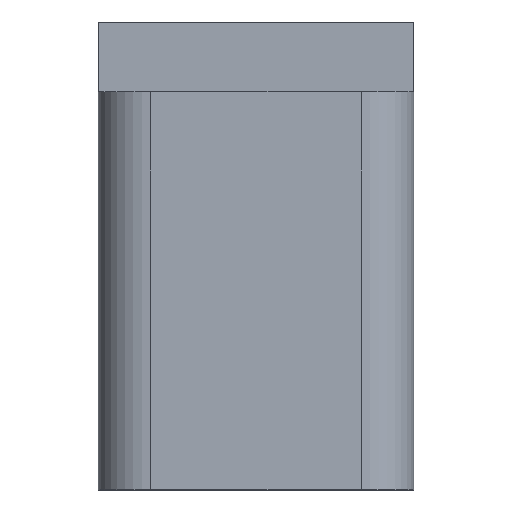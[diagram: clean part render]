
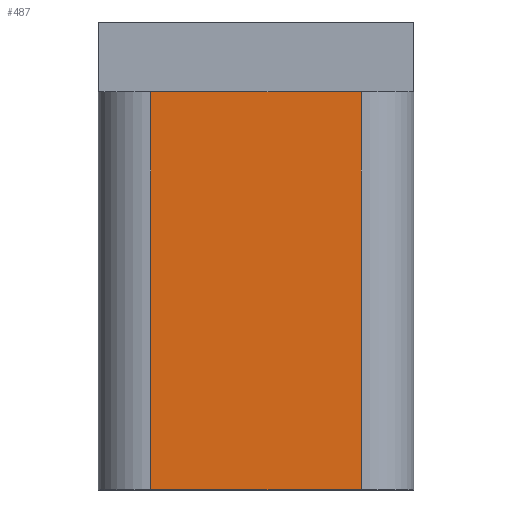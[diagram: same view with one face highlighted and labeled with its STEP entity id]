
A CAD part, top view. The second image highlights one B-rep face of the part: STEP entity #487.
In plain terms, the highlighted planar face has unit normal (0, 0, 1).
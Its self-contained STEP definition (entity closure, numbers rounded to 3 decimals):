
#144=PLANE('',#2361);
#487=ADVANCED_FACE('',(#621),#144,.F.);
#621=FACE_OUTER_BOUND('',#757,.T.);
#757=EDGE_LOOP('',(#1316,#1317,#1318,#1319));
#917=LINE('',#3388,#1043);
#924=LINE('',#3405,#1050);
#925=LINE('',#3411,#1051);
#926=LINE('',#3412,#1052);
#1043=VECTOR('',#2502,1.);
#1050=VECTOR('',#2523,1.);
#1051=VECTOR('',#2530,1.);
#1052=VECTOR('',#2531,1.);
#1316=ORIENTED_EDGE('',*,*,#2115,.F.);
#1317=ORIENTED_EDGE('',*,*,#2127,.T.);
#1318=ORIENTED_EDGE('',*,*,#2124,.T.);
#1319=ORIENTED_EDGE('',*,*,#2128,.T.);
#1900=VERTEX_POINT('',#3387);
#1901=VERTEX_POINT('',#3389);
#1904=VERTEX_POINT('',#3406);
#1905=VERTEX_POINT('',#3407);
#2115=EDGE_CURVE('',#1900,#1901,#917,.T.);
#2124=EDGE_CURVE('',#1904,#1905,#924,.T.);
#2127=EDGE_CURVE('',#1900,#1904,#925,.T.);
#2128=EDGE_CURVE('',#1905,#1901,#926,.T.);
#2361=AXIS2_PLACEMENT_3D('',#3413,#2532,#2533);
#2502=DIRECTION('',(-1.,0.,0.));
#2523=DIRECTION('',(-1.,0.,0.));
#2530=DIRECTION('',(0.,1.,0.));
#2531=DIRECTION('',(0.,-1.,0.));
#2532=DIRECTION('',(0.,0.,-1.));
#2533=DIRECTION('',(0.,1.,0.));
#3387=CARTESIAN_POINT('',(6.,-22.7,0.));
#3388=CARTESIAN_POINT('',(9.,-22.7,0.));
#3389=CARTESIAN_POINT('',(-6.,-22.7,0.));
#3405=CARTESIAN_POINT('',(9.,0.,0.));
#3406=CARTESIAN_POINT('',(6.,0.,0.));
#3407=CARTESIAN_POINT('',(-6.,0.,0.));
#3411=CARTESIAN_POINT('',(6.,0.,0.));
#3412=CARTESIAN_POINT('',(-6.,0.,0.));
#3413=CARTESIAN_POINT('',(9.,0.,0.));
